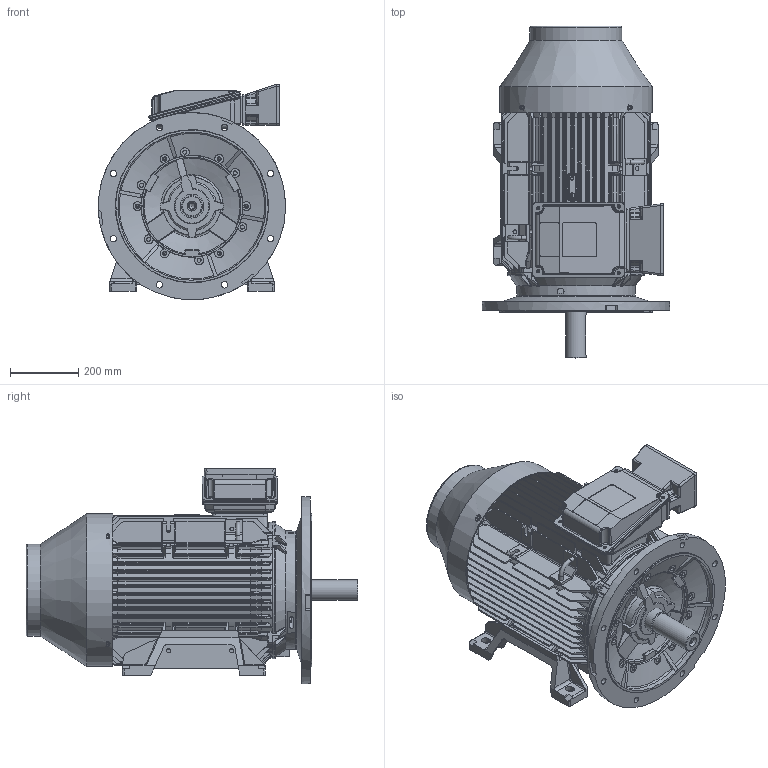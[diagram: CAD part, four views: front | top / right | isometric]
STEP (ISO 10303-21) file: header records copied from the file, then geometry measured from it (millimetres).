
FILE_DESCRIPTION( ( 'Unknown' ), '1' );
FILE_NAME( '3D UDF250ME 2P B35 DTD IC411.stp', 'Unknown', ( 'Unknown' ), ( 'Unknown' ), 'PSStep 17.0.49', 'Unknown', ' ' );
FILE_SCHEMA( ( 'AUTOMOTIVE_DESIGN { 1 0 10303 214 1 1 1 1 }' ) );
Length unit declared in the file: millimetre
Products named in the file (1): 1
Bounding box: 549.67 x 975 x 632.74 mm (x, y, z)
Volume: 20327551.4 mm3; surface area: 5303045.1 mm2
Topology: 1 solids, 4 shells, 3989 faces, 10982 edges, 6977 vertices
Faces by surface type: cylinder 1556, plane 1492, bspline 478, torus 191, cone 171, sphere 100, revolution 1
Full cylindrical faces by diameter (mm): 8 x17, 8.5 x1, 8.782 x6, 9 x12, 10 x21, 11 x4, 12 x28, 15 x3, 17.5 x1, 19 x8, 21 x1, 60 x1, 67 x1, 70 x2, 136 x1, 150 x1, 186 x1, 267 x1, 270.2 x1, 300 x2, 368.3 x1, 380 x1, 385 x3, 435 x1, 443 x1, 448.2 x1, 450 x1, 550 x1
Entity records: 216942 total; most frequent: CARTESIAN_POINT 88736, ORIENTED_EDGE 21278, DIRECTION 18836, EDGE_CURVE 10639, AXIS2_PLACEMENT_3D 6970, VERTEX_POINT 6867, LINE 4895, VECTOR 4895
